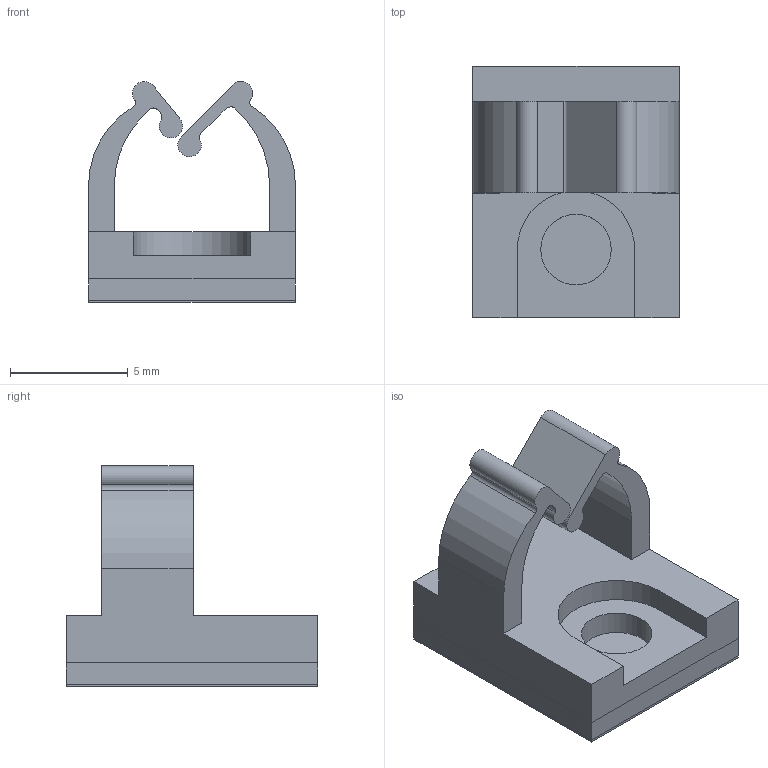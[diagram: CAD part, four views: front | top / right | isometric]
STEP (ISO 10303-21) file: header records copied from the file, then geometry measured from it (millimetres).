
FILE_DESCRIPTION( ( 'Unknown' ), '1' );
FILE_NAME( '522230000.stp', 'Unknown', ( 'Unknown' ), ( 'Unknown' ), 'PSStep 17.0.49', 'Unknown', ' ' );
FILE_SCHEMA( ( 'AUTOMOTIVE_DESIGN { 1 0 10303 214 1 1 1 1 }' ) );
Length unit declared in the file: millimetre
Products named in the file (4): Assem1; 522230000; Adehesive tape; Release tape
Assembly tree (3 placements, depth 2):
  Assem1
    522230000
    Adehesive tape
    Release tape
Bounding box: 8.8 x 10.7 x 9.4 mm (x, y, z)
Volume: 315 mm3; surface area: 863.6 mm2
Topology: 3 solids, 3 shells, 48 faces, 127 edges, 85 vertices
Faces by surface type: plane 31, cylinder 17
Full cylindrical faces by diameter (mm): 3 x1
Entity records: 1937 total; most frequent: DIRECTION 263, CARTESIAN_POINT 261, ORIENTED_EDGE 250, EDGE_CURVE 125, LINE 91, VECTOR 91, AXIS2_PLACEMENT_3D 86, VERTEX_POINT 84
